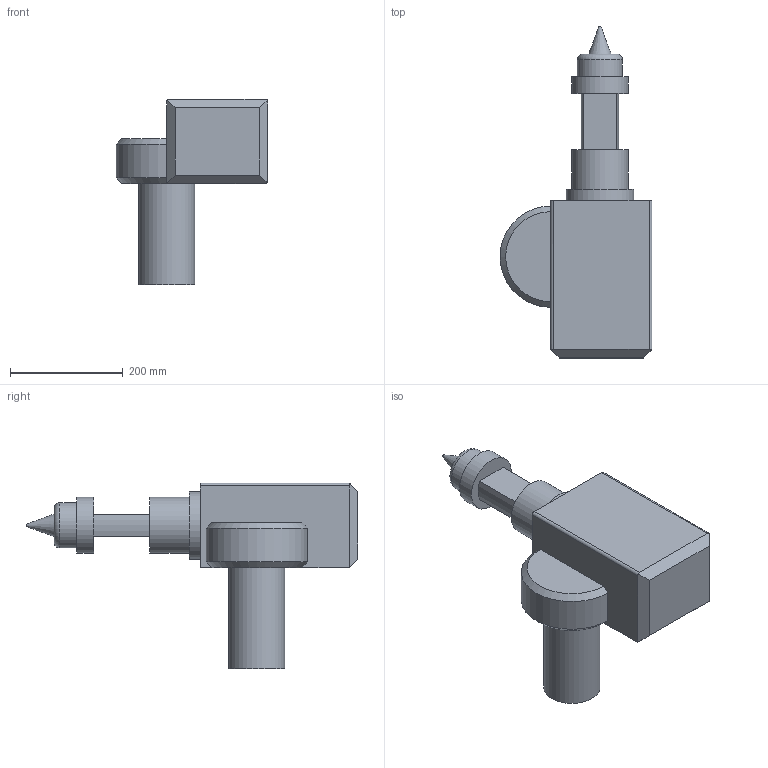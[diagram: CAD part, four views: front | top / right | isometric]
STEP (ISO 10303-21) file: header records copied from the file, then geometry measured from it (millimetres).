
FILE_DESCRIPTION(/* description */ (''),/* implementation_level */ '2;1');
FILE_NAME(/* name */ 'Link 4.step',/* time_stamp */ '2024-05-27T20:13:49+03:00',/* author */ (''),/* organization */ (''),/* preprocessor_version */ 'ST-DEVELOPER v20',/* originating_system */ 'Autodesk Translation Framework v13.14.0.145',/* authorisation */ '');
FILE_SCHEMA (('AUTOMOTIVE_DESIGN { 1 0 10303 214 3 1 1 }'));
Length unit declared in the file: millimetre
Products named in the file (1): Link 4
Bounding box: 270 x 590 x 330 mm (x, y, z)
Volume: 11377882.7 mm3; surface area: 398852.2 mm2
Topology: 1 solids, 1 shells, 35 faces, 77 edges, 51 vertices
Faces by surface type: plane 20, cylinder 11, cone 3, torus 1
Full cylindrical faces by diameter (mm): 80 x1, 100 x3, 120 x1
Entity records: 1008 total; most frequent: DIRECTION 181, CARTESIAN_POINT 164, ORIENTED_EDGE 154, EDGE_CURVE 77, AXIS2_PLACEMENT_3D 68, VERTEX_POINT 51, LINE 45, VECTOR 45
